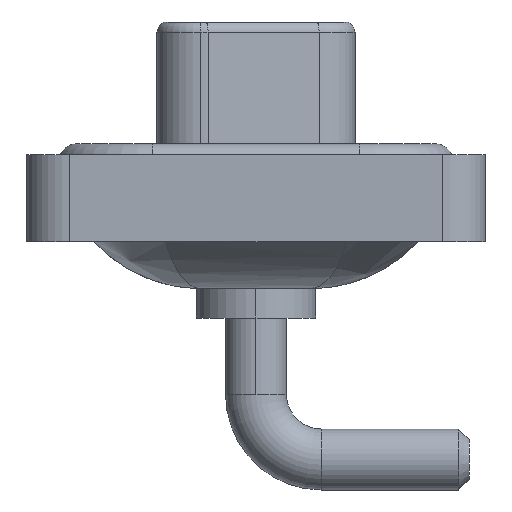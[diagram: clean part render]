
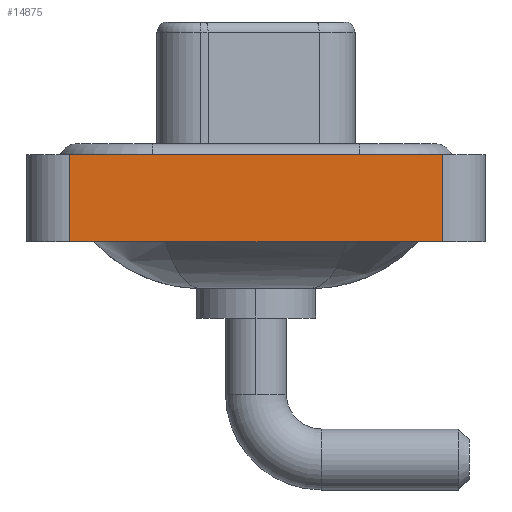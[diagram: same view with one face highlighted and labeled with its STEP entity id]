
A CAD part, left-side view. The second image highlights one B-rep face of the part: STEP entity #14875.
In plain terms, the highlighted planar face has unit normal (-1, 0, 0).
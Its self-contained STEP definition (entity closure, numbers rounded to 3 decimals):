
#374 = VECTOR ( 'NONE', #8366, 1000. ) ;
#769 = ORIENTED_EDGE ( 'NONE', *, *, #6899, .F. ) ;
#1500 = EDGE_LOOP ( 'NONE', ( #4802, #769, #9772, #13677 ) ) ;
#1770 = CARTESIAN_POINT ( 'NONE',  ( -7.3, 8.55, 0.4 ) ) ;
#3105 = PLANE ( 'NONE',  #13627 ) ;
#3780 = CARTESIAN_POINT ( 'NONE',  ( -7.3, -8.55, 0.4 ) ) ;
#4538 = LINE ( 'NONE', #9609, #374 ) ;
#4802 = ORIENTED_EDGE ( 'NONE', *, *, #13663, .T. ) ;
#6101 = DIRECTION ( 'NONE',  ( 0., -1., 0. ) ) ;
#6471 = EDGE_CURVE ( 'NONE', #10473, #16433, #13360, .T. ) ;
#6864 = DIRECTION ( 'NONE',  ( -1., 0., 0. ) ) ;
#6899 = EDGE_CURVE ( 'NONE', #13146, #7213, #9686, .T. ) ;
#7213 = VERTEX_POINT ( 'NONE', #3780 ) ;
#8154 = DIRECTION ( 'NONE',  ( 0., -1., 0. ) ) ;
#8191 = CARTESIAN_POINT ( 'NONE',  ( -7.3, -8.55, -3.6 ) ) ;
#8366 = DIRECTION ( 'NONE',  ( 0., 0., 1. ) ) ;
#9362 = FACE_OUTER_BOUND ( 'NONE', #1500, .T. ) ;
#9407 = CARTESIAN_POINT ( 'NONE',  ( -7.3, -8.55, -3.6 ) ) ;
#9609 = CARTESIAN_POINT ( 'NONE',  ( -7.3, 8.55, -3.6 ) ) ;
#9686 = LINE ( 'NONE', #16153, #15422 ) ;
#9772 = ORIENTED_EDGE ( 'NONE', *, *, #10069, .F. ) ;
#10069 = EDGE_CURVE ( 'NONE', #10473, #13146, #4538, .T. ) ;
#10146 = LINE ( 'NONE', #12775, #11977 ) ;
#10321 = DIRECTION ( 'NONE',  ( 0., 0., 1. ) ) ;
#10366 = CARTESIAN_POINT ( 'NONE',  ( -7.3, -8.55, -3.6 ) ) ;
#10473 = VERTEX_POINT ( 'NONE', #14710 ) ;
#11967 = DIRECTION ( 'NONE',  ( 0., 0., 1. ) ) ;
#11977 = VECTOR ( 'NONE', #10321, 1000. ) ;
#12775 = CARTESIAN_POINT ( 'NONE',  ( -7.3, -8.55, -3.6 ) ) ;
#13146 = VERTEX_POINT ( 'NONE', #1770 ) ;
#13360 = LINE ( 'NONE', #9407, #14597 ) ;
#13627 = AXIS2_PLACEMENT_3D ( 'NONE', #8191, #6864, #11967 ) ;
#13663 = EDGE_CURVE ( 'NONE', #16433, #7213, #10146, .T. ) ;
#13677 = ORIENTED_EDGE ( 'NONE', *, *, #6471, .T. ) ;
#14597 = VECTOR ( 'NONE', #8154, 1000. ) ;
#14710 = CARTESIAN_POINT ( 'NONE',  ( -7.3, 8.55, -3.6 ) ) ;
#14875 = ADVANCED_FACE ( 'NONE', ( #9362 ), #3105, .T. ) ;
#15422 = VECTOR ( 'NONE', #6101, 1000. ) ;
#16153 = CARTESIAN_POINT ( 'NONE',  ( -7.3, -8.55, 0.4 ) ) ;
#16433 = VERTEX_POINT ( 'NONE', #10366 ) ;
